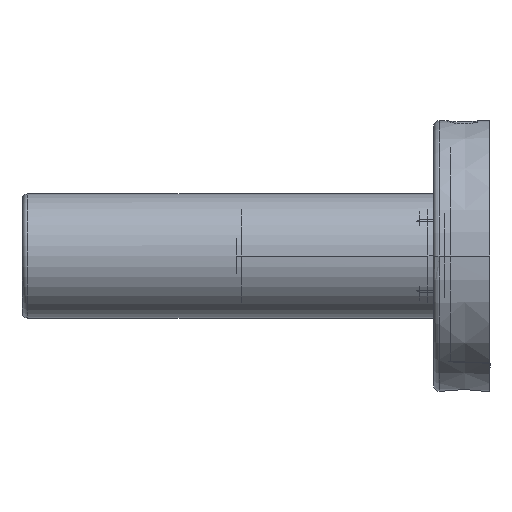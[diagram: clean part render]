
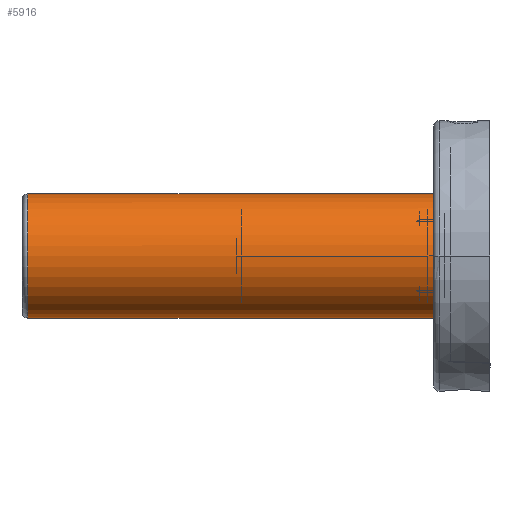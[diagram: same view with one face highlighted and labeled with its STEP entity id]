
A CAD part, left-side view. The second image highlights one B-rep face of the part: STEP entity #5916.
In plain terms, the highlighted cylindrical face has radius 11 mm (diameter 22 mm), a partial arc.
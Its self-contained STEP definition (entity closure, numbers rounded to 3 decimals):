
#5410=CARTESIAN_POINT('',(0.,0.,0.));
#5411=DIRECTION('',(0.,1.,0.));
#5412=DIRECTION('',(1.,0.,0.));
#5413=AXIS2_PLACEMENT_3D('',#5410,#5411,#5412);
#5430=DIRECTION('',(0.,-1.,0.));
#5431=VECTOR('',#5430,72.);
#5432=CARTESIAN_POINT('',(-11.,72.,0.));
#5433=LINE('',#5432,#5431);
#5439=CARTESIAN_POINT('',(0.,72.,0.));
#5440=DIRECTION('',(0.,-1.,0.));
#5441=DIRECTION('',(-1.,0.,0.));
#5442=AXIS2_PLACEMENT_3D('',#5439,#5440,#5441);
#5444=CARTESIAN_POINT('',(0.,72.,0.));
#5445=DIRECTION('',(0.,-1.,0.));
#5446=DIRECTION('',(-1.,0.,-0.011));
#5447=AXIS2_PLACEMENT_3D('',#5444,#5445,#5446);
#5484=DIRECTION('',(0.,-1.,0.));
#5485=VECTOR('',#5484,72.);
#5486=CARTESIAN_POINT('',(11.,72.,0.));
#5487=LINE('',#5486,#5485);
#5816=CARTESIAN_POINT('',(11.,0.,0.));
#5817=CARTESIAN_POINT('',(-11.,0.,0.));
#5818=VERTEX_POINT('',#5816);
#5819=VERTEX_POINT('',#5817);
#5824=CARTESIAN_POINT('',(-10.999,72.,-0.122));
#5825=CARTESIAN_POINT('',(11.,72.,0.));
#5826=VERTEX_POINT('',#5824);
#5827=VERTEX_POINT('',#5825);
#5828=CARTESIAN_POINT('',(-11.,72.,0.));
#5829=VERTEX_POINT('',#5828);
#5900=CARTESIAN_POINT('',(0.,0.,0.));
#5901=DIRECTION('',(0.,1.,0.));
#5902=DIRECTION('',(1.,0.,0.));
#5903=AXIS2_PLACEMENT_3D('',#5900,#5901,#5902);
#5904=CYLINDRICAL_SURFACE('',#5903,11.);
#5906=ORIENTED_EDGE('',*,*,#5905,.F.);
#5908=ORIENTED_EDGE('',*,*,#5907,.F.);
#5910=ORIENTED_EDGE('',*,*,#5909,.T.);
#5911=ORIENTED_EDGE('',*,*,#5887,.F.);
#5913=ORIENTED_EDGE('',*,*,#5912,.F.);
#5914=EDGE_LOOP('',(#5906,#5908,#5910,#5911,#5913));
#5915=FACE_OUTER_BOUND('',#5914,.F.);
#5916=ADVANCED_FACE('',(#5915),#5904,.T.);
#5414=CIRCLE('',#5413,11.);
#5443=CIRCLE('',#5442,11.);
#5448=CIRCLE('',#5447,11.);
#5887=EDGE_CURVE('',#5818,#5819,#5414,.T.);
#5905=EDGE_CURVE('',#5826,#5827,#5448,.T.);
#5907=EDGE_CURVE('',#5829,#5826,#5443,.T.);
#5909=EDGE_CURVE('',#5829,#5819,#5433,.T.);
#5912=EDGE_CURVE('',#5827,#5818,#5487,.T.);
